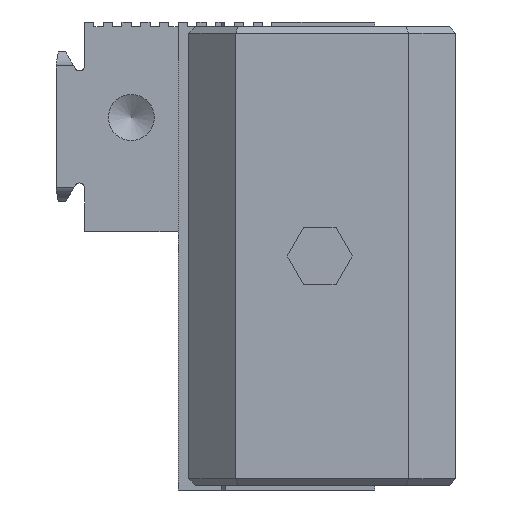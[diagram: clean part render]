
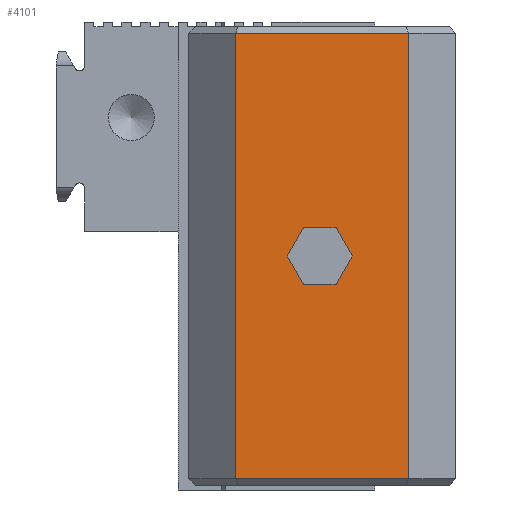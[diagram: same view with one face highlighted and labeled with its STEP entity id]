
A CAD part, left-side view. The second image highlights one B-rep face of the part: STEP entity #4101.
In plain terms, the highlighted planar face has unit normal (-1, 0, 0).
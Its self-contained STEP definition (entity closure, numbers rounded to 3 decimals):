
#64=FACE_BOUND('',#517,.T.);
#135=PLANE('',#4337);
#306=FACE_OUTER_BOUND('',#516,.T.);
#516=EDGE_LOOP('',(#2933,#2934,#2935,#2936));
#517=EDGE_LOOP('',(#2937,#2938,#2939,#2940,#2941,#2942));
#685=LINE('',#5666,#1175);
#688=LINE('',#5672,#1178);
#691=LINE('',#5678,#1181);
#694=LINE('',#5684,#1184);
#697=LINE('',#5690,#1187);
#700=LINE('',#5694,#1190);
#821=LINE('',#5942,#1311);
#844=LINE('',#5989,#1334);
#851=LINE('',#6001,#1341);
#852=LINE('',#6003,#1342);
#1175=VECTOR('',#4591,10.);
#1178=VECTOR('',#4596,10.);
#1181=VECTOR('',#4601,10.);
#1184=VECTOR('',#4606,10.);
#1187=VECTOR('',#4611,10.);
#1190=VECTOR('',#4616,10.);
#1311=VECTOR('',#4815,10.);
#1334=VECTOR('',#4852,10.);
#1341=VECTOR('',#4867,10.);
#1342=VECTOR('',#4870,10.);
#1715=VERTEX_POINT('',#5663);
#1716=VERTEX_POINT('',#5665);
#1718=VERTEX_POINT('',#5671);
#1720=VERTEX_POINT('',#5677);
#1722=VERTEX_POINT('',#5683);
#1724=VERTEX_POINT('',#5689);
#1810=VERTEX_POINT('',#5934);
#1812=VERTEX_POINT('',#5940);
#1827=VERTEX_POINT('',#5981);
#1829=VERTEX_POINT('',#5987);
#2094=EDGE_CURVE('',#1716,#1715,#685,.T.);
#2097=EDGE_CURVE('',#1718,#1716,#688,.T.);
#2100=EDGE_CURVE('',#1720,#1718,#691,.T.);
#2103=EDGE_CURVE('',#1722,#1720,#694,.T.);
#2106=EDGE_CURVE('',#1724,#1722,#697,.T.);
#2109=EDGE_CURVE('',#1715,#1724,#700,.T.);
#2230=EDGE_CURVE('',#1812,#1810,#821,.T.);
#2253=EDGE_CURVE('',#1829,#1827,#844,.T.);
#2260=EDGE_CURVE('',#1812,#1827,#851,.T.);
#2261=EDGE_CURVE('',#1810,#1829,#852,.T.);
#2933=ORIENTED_EDGE('',*,*,#2230,.F.);
#2934=ORIENTED_EDGE('',*,*,#2260,.T.);
#2935=ORIENTED_EDGE('',*,*,#2253,.F.);
#2936=ORIENTED_EDGE('',*,*,#2261,.F.);
#2937=ORIENTED_EDGE('',*,*,#2094,.T.);
#2938=ORIENTED_EDGE('',*,*,#2109,.T.);
#2939=ORIENTED_EDGE('',*,*,#2106,.T.);
#2940=ORIENTED_EDGE('',*,*,#2103,.T.);
#2941=ORIENTED_EDGE('',*,*,#2100,.T.);
#2942=ORIENTED_EDGE('',*,*,#2097,.T.);
#4101=ADVANCED_FACE('',(#306,#64),#135,.T.);
#4337=AXIS2_PLACEMENT_3D('',#6002,#4868,#4869);
#4591=DIRECTION('',(0.,0.5,-0.866));
#4596=DIRECTION('',(0.,-0.5,-0.866));
#4601=DIRECTION('',(0.,-1.,0.));
#4606=DIRECTION('',(0.,-0.5,0.866));
#4611=DIRECTION('',(0.,0.5,0.866));
#4616=DIRECTION('',(0.,1.,0.));
#4815=DIRECTION('',(0.,-1.,0.));
#4852=DIRECTION('',(0.,1.,0.));
#4867=DIRECTION('',(0.,0.,-1.));
#4868=DIRECTION('center_axis',(-1.,0.,0.));
#4869=DIRECTION('ref_axis',(0.,0.,-1.));
#4870=DIRECTION('',(0.,0.,-1.));
#5663=CARTESIAN_POINT('',(-47.,4.127,22.));
#5665=CARTESIAN_POINT('',(-47.,2.395,25.));
#5666=CARTESIAN_POINT('',(-47.,4.452,21.438));
#5671=CARTESIAN_POINT('',(-47.,4.127,28.));
#5672=CARTESIAN_POINT('',(-47.,2.828,25.75));
#5677=CARTESIAN_POINT('',(-47.,7.591,28.));
#5678=CARTESIAN_POINT('',(-47.,6.509,28.));
#5683=CARTESIAN_POINT('',(-47.,9.323,25.));
#5684=CARTESIAN_POINT('',(-47.,8.782,25.938));
#5689=CARTESIAN_POINT('',(-47.,7.591,22.));
#5690=CARTESIAN_POINT('',(-47.,8.89,24.25));
#5694=CARTESIAN_POINT('',(-47.,8.241,22.));
#5934=CARTESIAN_POINT('',(-47.,-3.641,48.8));
#5940=CARTESIAN_POINT('',(-47.,14.859,48.8));
#5942=CARTESIAN_POINT('',(-47.,10.503,48.8));
#5981=CARTESIAN_POINT('',(-47.,14.859,1.2));
#5987=CARTESIAN_POINT('',(-47.,-3.641,1.2));
#5989=CARTESIAN_POINT('',(-47.,10.503,1.2));
#6001=CARTESIAN_POINT('',(-47.,14.859,49.5));
#6002=CARTESIAN_POINT('Origin',(-47.,14.859,49.5));
#6003=CARTESIAN_POINT('',(-47.,-3.641,49.5));
